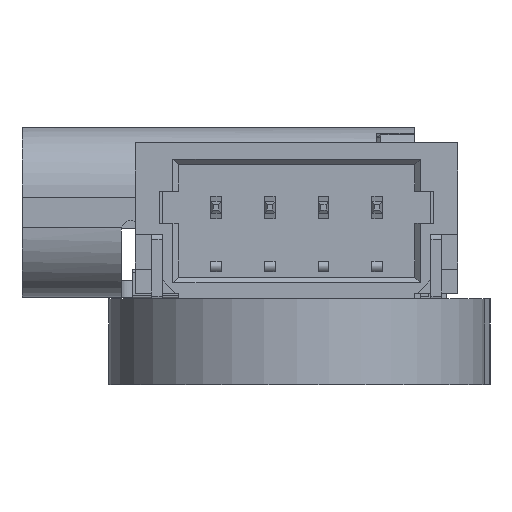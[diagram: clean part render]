
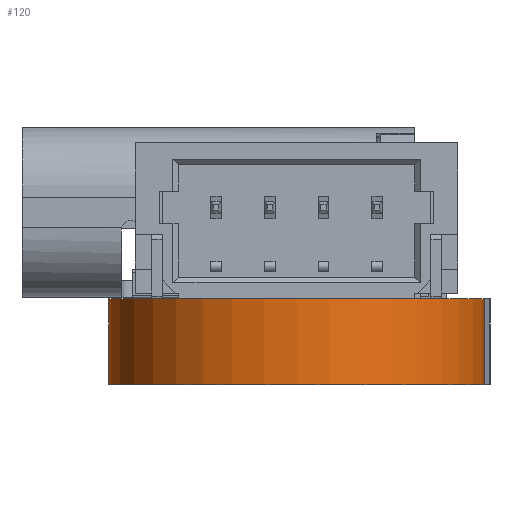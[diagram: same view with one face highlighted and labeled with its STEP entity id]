
A CAD part, left-side view. The second image highlights one B-rep face of the part: STEP entity #120.
In plain terms, the highlighted cylindrical face has radius 3.5 mm (diameter 7 mm), a partial arc.
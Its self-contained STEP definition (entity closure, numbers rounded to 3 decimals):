
#64 = VERTEX_POINT('',#65);
#65 = CARTESIAN_POINT('',(3.5,-7.,-1.6));
#71 = EDGE_CURVE('',#72,#64,#74,.T.);
#72 = VERTEX_POINT('',#73);
#73 = CARTESIAN_POINT('',(3.5,-7.,0.));
#74 = LINE('',#75,#76);
#75 = CARTESIAN_POINT('',(3.5,-7.,0.));
#76 = VECTOR('',#77,1.);
#77 = DIRECTION('',(0.,0.,-1.));
#120 = ADVANCED_FACE('',(#121),#148,.T.);
#121 = FACE_BOUND('',#122,.F.);
#122 = EDGE_LOOP('',(#123,#124,#133,#141));
#123 = ORIENTED_EDGE('',*,*,#71,.T.);
#124 = ORIENTED_EDGE('',*,*,#125,.T.);
#125 = EDGE_CURVE('',#64,#126,#128,.T.);
#126 = VERTEX_POINT('',#127);
#127 = CARTESIAN_POINT('',(3.5,0.,-1.6));
#128 = CIRCLE('',#129,3.5);
#129 = AXIS2_PLACEMENT_3D('',#130,#131,#132);
#130 = CARTESIAN_POINT('',(3.5,-3.5,-1.6));
#131 = DIRECTION('',(0.,0.,-1.));
#132 = DIRECTION('',(0.,-1.,0.));
#133 = ORIENTED_EDGE('',*,*,#134,.F.);
#134 = EDGE_CURVE('',#135,#126,#137,.T.);
#135 = VERTEX_POINT('',#136);
#136 = CARTESIAN_POINT('',(3.5,0.,0.));
#137 = LINE('',#138,#139);
#138 = CARTESIAN_POINT('',(3.5,0.,0.));
#139 = VECTOR('',#140,1.);
#140 = DIRECTION('',(0.,0.,-1.));
#141 = ORIENTED_EDGE('',*,*,#142,.F.);
#142 = EDGE_CURVE('',#72,#135,#143,.T.);
#143 = CIRCLE('',#144,3.5);
#144 = AXIS2_PLACEMENT_3D('',#145,#146,#147);
#145 = CARTESIAN_POINT('',(3.5,-3.5,0.));
#146 = DIRECTION('',(0.,0.,-1.));
#147 = DIRECTION('',(0.,-1.,0.));
#148 = CYLINDRICAL_SURFACE('',#149,3.5);
#149 = AXIS2_PLACEMENT_3D('',#150,#151,#152);
#150 = CARTESIAN_POINT('',(3.5,-3.5,0.));
#151 = DIRECTION('',(-0.,-0.,1.));
#152 = DIRECTION('',(0.,-1.,0.));
